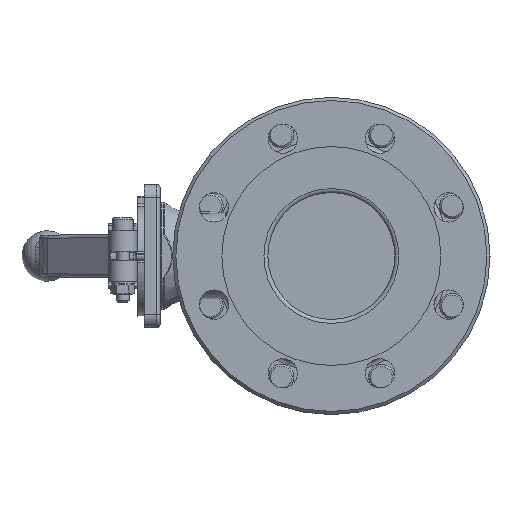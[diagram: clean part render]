
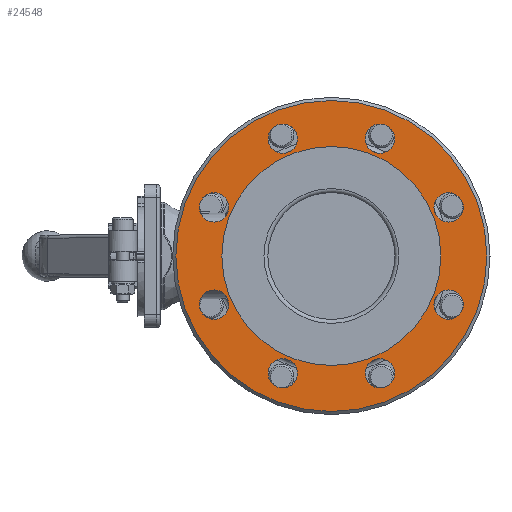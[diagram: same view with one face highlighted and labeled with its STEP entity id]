
A CAD part, left-side view. The second image highlights one B-rep face of the part: STEP entity #24548.
In plain terms, the highlighted planar face has unit normal (-1, 0, 0).
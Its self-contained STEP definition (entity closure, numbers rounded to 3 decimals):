
#428=FACE_BOUND('',#4181,.T.);
#429=FACE_BOUND('',#4182,.T.);
#430=FACE_BOUND('',#4183,.T.);
#431=FACE_BOUND('',#4184,.T.);
#432=FACE_BOUND('',#4185,.T.);
#433=FACE_BOUND('',#4186,.T.);
#434=FACE_BOUND('',#4187,.T.);
#435=FACE_BOUND('',#4188,.T.);
#436=FACE_BOUND('',#4189,.T.);
#2125=PLANE('',#26009);
#2755=FACE_OUTER_BOUND('',#4180,.T.);
#4180=EDGE_LOOP('',(#16626));
#4181=EDGE_LOOP('',(#16627));
#4182=EDGE_LOOP('',(#16628));
#4183=EDGE_LOOP('',(#16629));
#4184=EDGE_LOOP('',(#16630));
#4185=EDGE_LOOP('',(#16631));
#4186=EDGE_LOOP('',(#16632));
#4187=EDGE_LOOP('',(#16633));
#4188=EDGE_LOOP('',(#16634));
#4189=EDGE_LOOP('',(#16635));
#5617=CIRCLE('',#26008,98.);
#5618=CIRCLE('',#26010,9.25);
#5619=CIRCLE('',#26011,9.25);
#5620=CIRCLE('',#26012,9.25);
#5621=CIRCLE('',#26013,9.25);
#5622=CIRCLE('',#26014,9.25);
#5623=CIRCLE('',#26015,9.25);
#5624=CIRCLE('',#26016,9.25);
#5625=CIRCLE('',#26017,9.25);
#5626=CIRCLE('',#26018,69.);
#9731=VERTEX_POINT('',#39149);
#9732=VERTEX_POINT('',#39153);
#9733=VERTEX_POINT('',#39155);
#9734=VERTEX_POINT('',#39157);
#9735=VERTEX_POINT('',#39159);
#9736=VERTEX_POINT('',#39161);
#9737=VERTEX_POINT('',#39163);
#9738=VERTEX_POINT('',#39165);
#9739=VERTEX_POINT('',#39167);
#9740=VERTEX_POINT('',#39169);
#12305=EDGE_CURVE('',#9731,#9731,#5617,.T.);
#12306=EDGE_CURVE('',#9732,#9732,#5618,.T.);
#12307=EDGE_CURVE('',#9733,#9733,#5619,.T.);
#12308=EDGE_CURVE('',#9734,#9734,#5620,.T.);
#12309=EDGE_CURVE('',#9735,#9735,#5621,.T.);
#12310=EDGE_CURVE('',#9736,#9736,#5622,.T.);
#12311=EDGE_CURVE('',#9737,#9737,#5623,.T.);
#12312=EDGE_CURVE('',#9738,#9738,#5624,.T.);
#12313=EDGE_CURVE('',#9739,#9739,#5625,.T.);
#12314=EDGE_CURVE('',#9740,#9740,#5626,.T.);
#16626=ORIENTED_EDGE('',*,*,#12305,.F.);
#16627=ORIENTED_EDGE('',*,*,#12306,.T.);
#16628=ORIENTED_EDGE('',*,*,#12307,.T.);
#16629=ORIENTED_EDGE('',*,*,#12308,.T.);
#16630=ORIENTED_EDGE('',*,*,#12309,.T.);
#16631=ORIENTED_EDGE('',*,*,#12310,.T.);
#16632=ORIENTED_EDGE('',*,*,#12311,.T.);
#16633=ORIENTED_EDGE('',*,*,#12312,.T.);
#16634=ORIENTED_EDGE('',*,*,#12313,.T.);
#16635=ORIENTED_EDGE('',*,*,#12314,.T.);
#24548=ADVANCED_FACE('',(#2755,#428,#429,#430,#431,#432,#433,#434,#435,
#436),#2125,.T.);
#26008=AXIS2_PLACEMENT_3D('',#39151,#28658,#28659);
#26009=AXIS2_PLACEMENT_3D('',#39152,#28660,#28661);
#26010=AXIS2_PLACEMENT_3D('',#39154,#28662,#28663);
#26011=AXIS2_PLACEMENT_3D('',#39156,#28664,#28665);
#26012=AXIS2_PLACEMENT_3D('',#39158,#28666,#28667);
#26013=AXIS2_PLACEMENT_3D('',#39160,#28668,#28669);
#26014=AXIS2_PLACEMENT_3D('',#39162,#28670,#28671);
#26015=AXIS2_PLACEMENT_3D('',#39164,#28672,#28673);
#26016=AXIS2_PLACEMENT_3D('',#39166,#28674,#28675);
#26017=AXIS2_PLACEMENT_3D('',#39168,#28676,#28677);
#26018=AXIS2_PLACEMENT_3D('',#39170,#28678,#28679);
#28658=DIRECTION('center_axis',(1.,0.,0.));
#28659=DIRECTION('ref_axis',(0.,1.,0.));
#28660=DIRECTION('center_axis',(-1.,0.,0.));
#28661=DIRECTION('ref_axis',(0.,0.,1.));
#28662=DIRECTION('center_axis',(1.,0.,0.));
#28663=DIRECTION('ref_axis',(0.,0.,-1.));
#28664=DIRECTION('center_axis',(1.,0.,0.));
#28665=DIRECTION('ref_axis',(0.,0.,-1.));
#28666=DIRECTION('center_axis',(1.,0.,0.));
#28667=DIRECTION('ref_axis',(0.,0.,-1.));
#28668=DIRECTION('center_axis',(1.,0.,0.));
#28669=DIRECTION('ref_axis',(0.,0.,-1.));
#28670=DIRECTION('center_axis',(1.,0.,0.));
#28671=DIRECTION('ref_axis',(0.,0.,-1.));
#28672=DIRECTION('center_axis',(1.,0.,0.));
#28673=DIRECTION('ref_axis',(0.,0.,-1.));
#28674=DIRECTION('center_axis',(1.,0.,0.));
#28675=DIRECTION('ref_axis',(0.,0.,-1.));
#28676=DIRECTION('center_axis',(1.,0.,0.));
#28677=DIRECTION('ref_axis',(0.,0.,-1.));
#28678=DIRECTION('center_axis',(1.,0.,0.));
#28679=DIRECTION('ref_axis',(0.,1.,0.));
#39149=CARTESIAN_POINT('',(-55.5,-107.,0.));
#39151=CARTESIAN_POINT('Origin',(-55.5,-9.,0.));
#39152=CARTESIAN_POINT('Origin',(-55.5,74.5,0.));
#39153=CARTESIAN_POINT('',(-55.5,21.615,83.16));
#39154=CARTESIAN_POINT('Origin',(-55.5,21.615,73.91));
#39155=CARTESIAN_POINT('',(-55.5,-82.91,39.865));
#39156=CARTESIAN_POINT('Origin',(-55.5,-82.91,30.615));
#39157=CARTESIAN_POINT('',(-55.5,-39.615,-64.66));
#39158=CARTESIAN_POINT('Origin',(-55.5,-39.615,-73.91));
#39159=CARTESIAN_POINT('',(-55.5,64.91,-21.365));
#39160=CARTESIAN_POINT('Origin',(-55.5,64.91,-30.615));
#39161=CARTESIAN_POINT('',(-55.5,21.615,-64.66));
#39162=CARTESIAN_POINT('Origin',(-55.5,21.615,-73.91));
#39163=CARTESIAN_POINT('',(-55.5,-82.91,-21.365));
#39164=CARTESIAN_POINT('Origin',(-55.5,-82.91,-30.615));
#39165=CARTESIAN_POINT('',(-55.5,-39.615,83.16));
#39166=CARTESIAN_POINT('Origin',(-55.5,-39.615,73.91));
#39167=CARTESIAN_POINT('',(-55.5,64.91,39.865));
#39168=CARTESIAN_POINT('Origin',(-55.5,64.91,30.615));
#39169=CARTESIAN_POINT('',(-55.5,-78.,0.));
#39170=CARTESIAN_POINT('Origin',(-55.5,-9.,0.));
